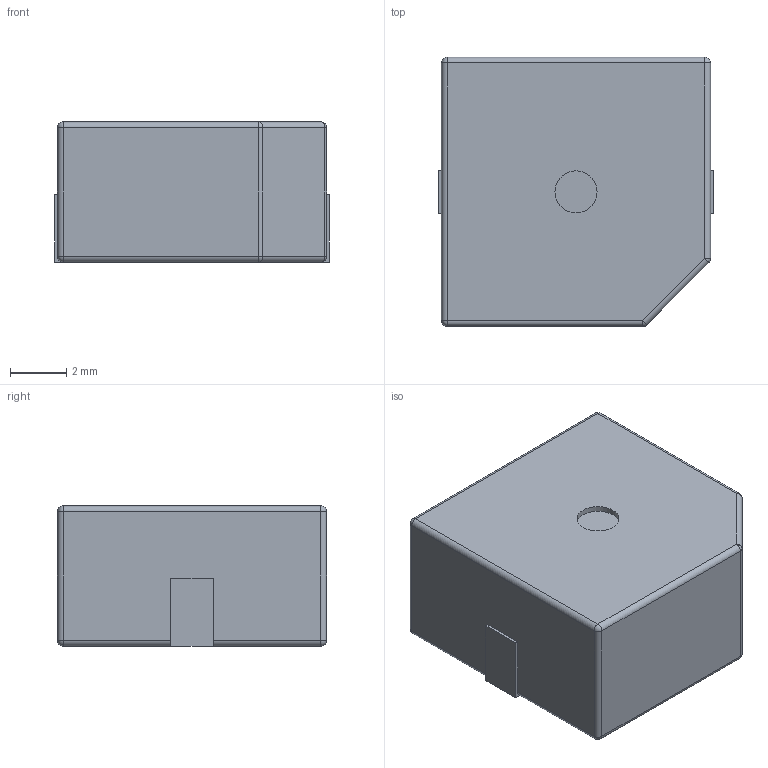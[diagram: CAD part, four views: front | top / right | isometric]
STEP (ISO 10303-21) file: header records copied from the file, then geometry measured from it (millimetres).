
FILE_DESCRIPTION(/* description */ (''),/* implementation_level */ '2;1');
FILE_NAME(/* name */ 'Piezo 9.6x9.6mm v1.step',/* time_stamp */ '2022-06-13T21:41:58+10:00',/* author */ (''),/* organization */ (''),/* preprocessor_version */ 'ST-DEVELOPER v19',/* originating_system */ 'Autodesk Translation Framework v11.7.0.108',/* authorisation */ '');
FILE_SCHEMA (('AUTOMOTIVE_DESIGN { 1 0 10303 214 3 1 1 }'));
Length unit declared in the file: millimetre
Products named in the file (4): Piezo 9.6x9.6mm; Piezo; Body; Pins
Assembly tree (3 placements, depth 3):
  Piezo 9.6x9.6mm
    Piezo
      Body
      Pins
Bounding box: 9.8 x 9.6 x 5 mm (x, y, z)
Volume: 410 mm3; surface area: 557.5 mm2
Topology: 2 solids, 2 shells, 48 faces, 96 edges, 54 vertices
Faces by surface type: cylinder 19, plane 19, sphere 10
Full cylindrical faces by diameter (mm): 1.5 x1, 6 x1
Entity records: 1347 total; most frequent: DIRECTION 246, CARTESIAN_POINT 206, ORIENTED_EDGE 192, EDGE_CURVE 96, AXIS2_PLACEMENT_3D 94, LINE 58, VECTOR 58, VERTEX_POINT 54
